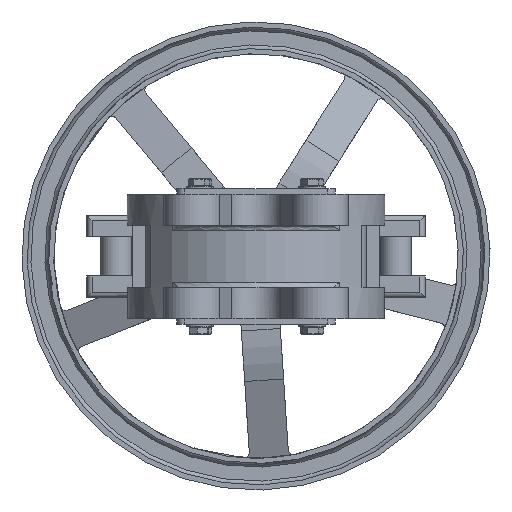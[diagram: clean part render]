
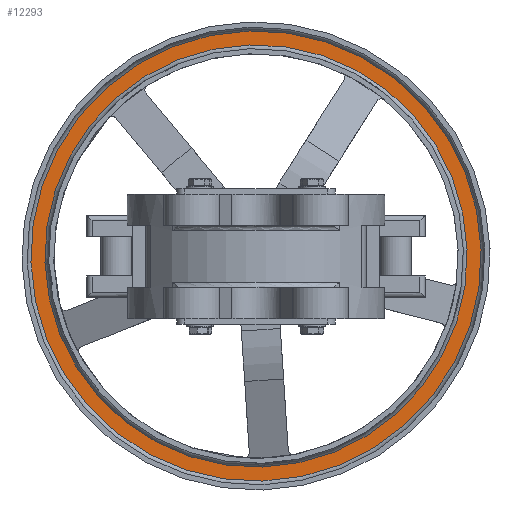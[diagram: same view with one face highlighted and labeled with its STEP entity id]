
A CAD part, front view. The second image highlights one B-rep face of the part: STEP entity #12293.
In plain terms, the highlighted planar face has unit normal (0, -1, 0).
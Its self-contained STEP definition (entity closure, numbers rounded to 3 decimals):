
#664=FACE_BOUND('',#2281,.T.);
#929=PLANE('',#13535);
#1548=FACE_OUTER_BOUND('',#2280,.T.);
#2280=EDGE_LOOP('',(#10440));
#2281=EDGE_LOOP('',(#10441));
#4573=CIRCLE('',#13474,81.171);
#4603=CIRCLE('',#13533,86.562);
#5609=VERTEX_POINT('',#22548);
#5654=VERTEX_POINT('',#22695);
#7213=EDGE_CURVE('',#5609,#5609,#4573,.T.);
#7287=EDGE_CURVE('',#5654,#5654,#4603,.F.);
#10440=ORIENTED_EDGE('',*,*,#7287,.F.);
#10441=ORIENTED_EDGE('',*,*,#7213,.T.);
#12293=ADVANCED_FACE('',(#1548,#664),#929,.F.);
#13474=AXIS2_PLACEMENT_3D('',#22549,#16387,#16388);
#13533=AXIS2_PLACEMENT_3D('',#22697,#16549,#16550);
#13535=AXIS2_PLACEMENT_3D('',#22699,#16553,#16554);
#16387=DIRECTION('center_axis',(0.,1.,0.));
#16388=DIRECTION('ref_axis',(0.,0.,1.));
#16549=DIRECTION('center_axis',(0.,-1.,0.));
#16550=DIRECTION('ref_axis',(0.,0.,1.));
#16553=DIRECTION('center_axis',(0.,1.,0.));
#16554=DIRECTION('ref_axis',(0.,0.,1.));
#22548=CARTESIAN_POINT('',(0.,26.628,-81.171));
#22549=CARTESIAN_POINT('Origin',(0.,26.628,0.));
#22695=CARTESIAN_POINT('',(0.,26.628,-86.562));
#22697=CARTESIAN_POINT('Origin',(0.,26.628,0.));
#22699=CARTESIAN_POINT('Origin',(0.,26.628,-80.51));
